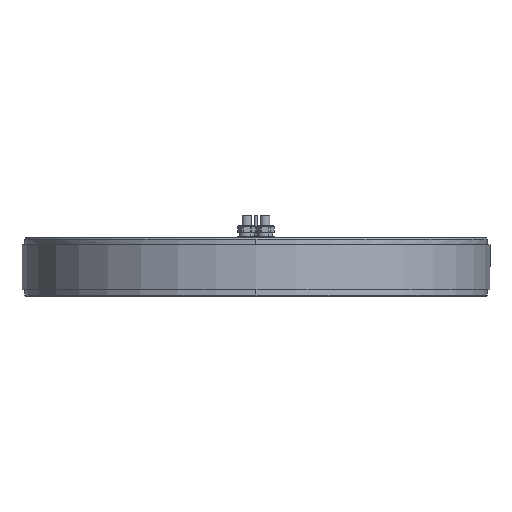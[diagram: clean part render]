
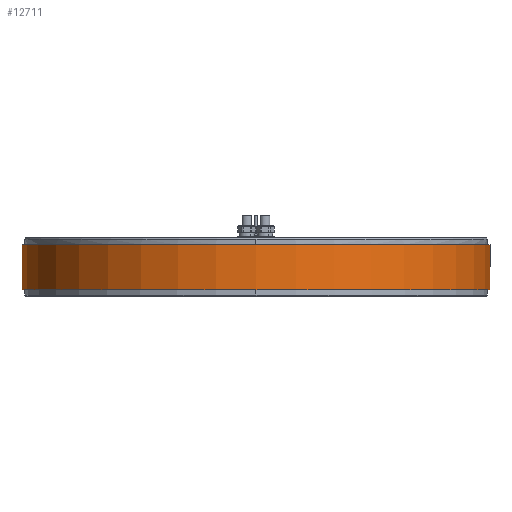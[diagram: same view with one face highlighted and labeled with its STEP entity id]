
A CAD part, front view. The second image highlights one B-rep face of the part: STEP entity #12711.
In plain terms, the highlighted cylindrical face has radius 521 mm (diameter 1042 mm), a partial arc.
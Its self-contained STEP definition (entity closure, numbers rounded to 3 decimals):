
#1615=CARTESIAN_POINT('',(0.,0.,-14.6));
#1616=DIRECTION('',(0.,0.,1.));
#1617=DIRECTION('',(-0.066,0.998,0.));
#1618=AXIS2_PLACEMENT_3D('',#1615,#1616,#1617);
#1620=DIRECTION('',(0.,0.,1.));
#1621=VECTOR('',#1620,100.8);
#1622=CARTESIAN_POINT('',(34.5,519.856,-115.4));
#1623=LINE('',#1622,#1621);
#1624=CARTESIAN_POINT('',(0.,0.,-115.4));
#1625=DIRECTION('',(0.,0.,-1.));
#1626=DIRECTION('',(0.066,0.998,0.));
#1627=AXIS2_PLACEMENT_3D('',#1624,#1625,#1626);
#1629=DIRECTION('',(0.,0.,1.));
#1630=VECTOR('',#1629,100.8);
#1631=CARTESIAN_POINT('',(-34.5,519.856,-115.4));
#1632=LINE('',#1631,#1630);
#8624=CARTESIAN_POINT('',(-34.5,519.856,-115.4));
#8625=CARTESIAN_POINT('',(34.5,519.856,-115.4));
#8626=VERTEX_POINT('',#8624);
#8627=VERTEX_POINT('',#8625);
#8628=CARTESIAN_POINT('',(-34.5,519.856,-14.6));
#8629=CARTESIAN_POINT('',(34.5,519.856,-14.6));
#8630=VERTEX_POINT('',#8628);
#8631=VERTEX_POINT('',#8629);
#12699=CARTESIAN_POINT('',(0.,0.,-9.56));
#12700=DIRECTION('',(0.,0.,-1.));
#12701=DIRECTION('',(1.,0.,0.));
#12702=AXIS2_PLACEMENT_3D('',#12699,#12700,#12701);
#12703=CYLINDRICAL_SURFACE('',#12702,521.);
#12705=ORIENTED_EDGE('',*,*,#12704,.T.);
#12706=ORIENTED_EDGE('',*,*,#12680,.F.);
#12707=ORIENTED_EDGE('',*,*,#12665,.T.);
#12708=ORIENTED_EDGE('',*,*,#12684,.T.);
#12709=EDGE_LOOP('',(#12705,#12706,#12707,#12708));
#12710=FACE_OUTER_BOUND('',#12709,.F.);
#12711=ADVANCED_FACE('',(#12710),#12703,.T.);
#1619=CIRCLE('',#1618,521.);
#1628=CIRCLE('',#1627,521.);
#12665=EDGE_CURVE('',#8627,#8626,#1628,.T.);
#12680=EDGE_CURVE('',#8627,#8631,#1623,.T.);
#12684=EDGE_CURVE('',#8626,#8630,#1632,.T.);
#12704=EDGE_CURVE('',#8630,#8631,#1619,.T.);
